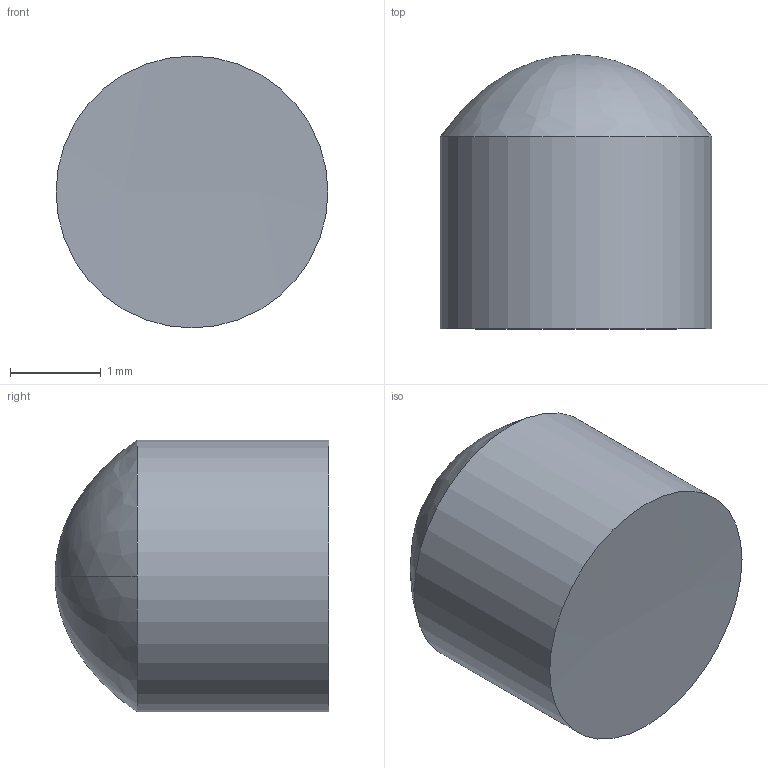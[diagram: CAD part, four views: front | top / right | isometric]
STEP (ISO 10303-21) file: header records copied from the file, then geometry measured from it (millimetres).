
FILE_DESCRIPTION(/* description */ ('STEP AP203'),/* implementation_level */ '2;1');
FILE_NAME(/* name */ 'lens_15271_ext.stp',/* time_stamp */ '2022-12-09T19:16:03+01:00',/* author */ ('Rik Ubaghs'),/* organization */ (''),/* preprocessor_version */ 'ST-DEVELOPER v18.1',/* originating_system */ 'Autodesk Inventor 2021',/* authorisation */ '');
FILE_SCHEMA (('AUTOMOTIVE_DESIGN { 1 0 10303 214 3 1 1 }'));
Length unit declared in the file: millimetre
Products named in the file (1): lens_15271_ext
Bounding box: 3 x 3.02 x 3 mm (x, y, z)
Volume: 18.3 mm3; surface area: 36.4 mm2
Topology: 1 solids, 1 shells, 4 faces, 9 edges, 5 vertices
Faces by surface type: bspline 2, cylinder 1, sphere 1
Full cylindrical faces by diameter (mm): 3 x1
Entity records: 388 total; most frequent: CARTESIAN_POINT 273, DIRECTION 15, ORIENTED_EDGE 14, EDGE_CURVE 7, AXIS2_PLACEMENT_3D 7, VERTEX_POINT 5, FACE_OUTER_BOUND 4, EDGE_LOOP 4
